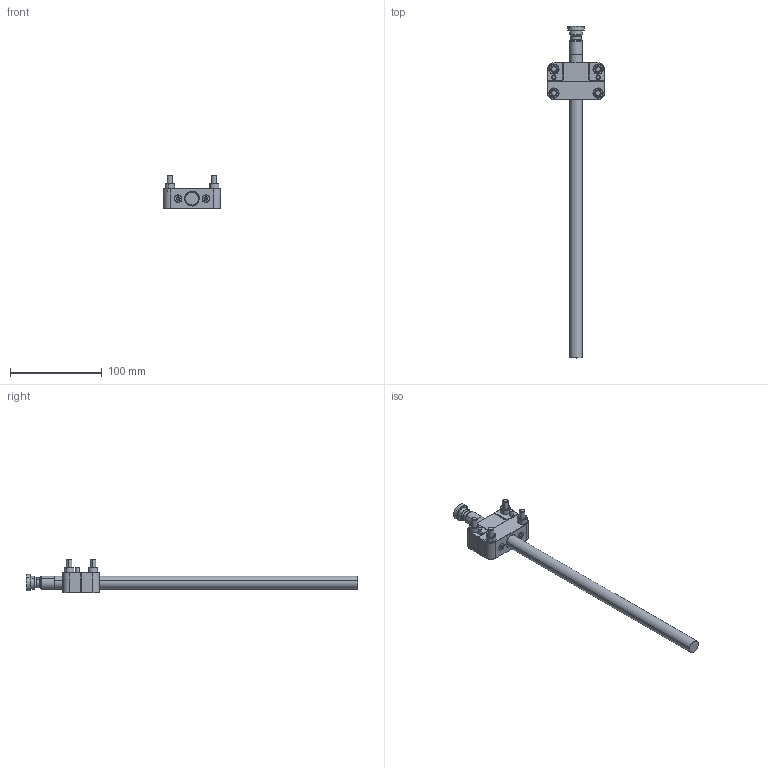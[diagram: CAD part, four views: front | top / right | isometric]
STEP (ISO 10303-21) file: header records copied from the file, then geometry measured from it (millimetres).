
FILE_DESCRIPTION (( 'STEP AP214' ), '1' );
FILE_NAME ('EX140600.STEP', '2022-11-30T15:17:17', ( '' ), ( '' ), 'SwSTEP 2.0', 'SolidWorks 2021', '' );
FILE_SCHEMA (( 'AUTOMOTIVE_DESIGN' ));
Length unit declared in the file: millimetre
Products named in the file (18): EX140600-B_Predeterminado; EX140600-H_Predeterminado; EX140600-D_Predeterminado; EX140600-C_Predeterminado; EX140600; 1PCI6325414_Parallel Pin ISO 8734 - 4 x 14 - A - St; 1DIN913830_M8 x 30; EX140600-G_Predeterminado; 3MUELLE-EX14_comprimida; 3CASQ-EX14_Predeterminado; EX140600-E_Predeterminado; EX140600-A_Predeterminado; 3IMAN3X2_Predeterminado; 1DIN912630_DIN 912 M6 x 30 --- 30C; EX140600-F_Predeterminado; ZBS016_Predeterminado; 1BOLA-D3_Predeterminado; Pieza1^EX140600_Predeterminado
Assembly tree (29 placements, depth 2):
  EX140600
    EX140600-A_Predeterminado
    EX140600-B_Predeterminado
    EX140600-C_Predeterminado
    EX140600-D_Predeterminado  x2
    EX140600-E_Predeterminado
    EX140600-F_Predeterminado  x2
    EX140600-G_Predeterminado  x2
    EX140600-H_Predeterminado
    3MUELLE-EX14_comprimida  x2
    3IMAN3X2_Predeterminado  x2
    1BOLA-D3_Predeterminado  x2
    ZBS016_Predeterminado  x4
    1PCI6325414_Parallel Pin ISO 8734 - 4 x 14 - A - St  x2
    1DIN912630_DIN 912 M6 x 30 --- 30C  x4
    1DIN913830_M8 x 30
    3CASQ-EX14_Predeterminado
  Pieza1^EX140600_Predeterminado
Bounding box: 62 x 361 x 36.5 mm (x, y, z)
Volume: 102508.5 mm3; surface area: 48528.1 mm2
Topology: 33 solids, 33 shells, 878 faces, 1942 edges, 1137 vertices
Faces by surface type: plane 323, cone 230, cylinder 213, torus 92, sphere 12, bspline 8
Entity records: 22221 total; most frequent: CARTESIAN_POINT 7792, DIRECTION 3024, ORIENTED_EDGE 2648, EDGE_CURVE 1324, AXIS2_PLACEMENT_3D 1179, VERTEX_POINT 783, VECTOR 666, LINE 666
